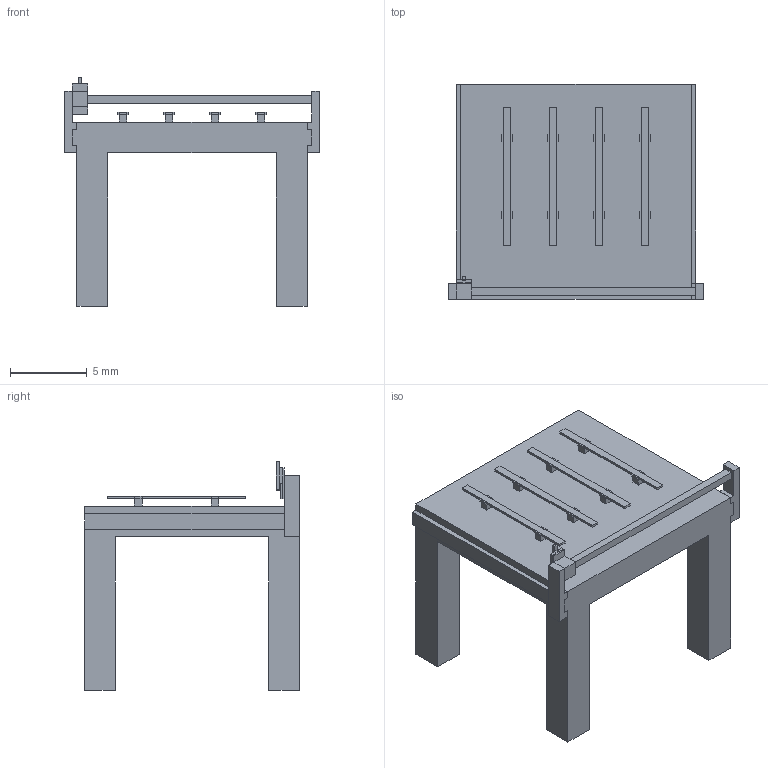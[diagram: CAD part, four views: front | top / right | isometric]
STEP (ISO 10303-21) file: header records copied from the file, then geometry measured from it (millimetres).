
FILE_DESCRIPTION(/* description */ (''),/* implementation_level */ '2;1');
FILE_NAME(/* name */ 'CNC_Pequeño v4.step',/* time_stamp */ '2022-06-26T09:49:56-05:00',/* author */ (''),/* organization */ (''),/* preprocessor_version */ 'ST-DEVELOPER v19',/* originating_system */ 'Autodesk Translation Framework v11.7.0.108',/* authorisation */ '');
FILE_SCHEMA (('AUTOMOTIVE_DESIGN { 1 0 10303 214 3 1 1 }'));
Length unit declared in the file: millimetre
Products named in the file (6): CNC_Pequeño; CNC_Eje_X (2); Mesa (3); CNC_Eje_Y (2); CNC_Eje_Z (2); Perfiles_Doblar
Assembly tree (5 placements, depth 2):
  CNC_Pequeño
    CNC_Eje_X (2)
    Mesa (3)
    CNC_Eje_Y (2)
    CNC_Eje_Z (2)
    Perfiles_Doblar
Bounding box: 16.6 x 14 x 14.9 mm (x, y, z)
Volume: 602 mm3; surface area: 1008.8 mm2
Topology: 24 solids, 24 shells, 251 faces, 575 edges, 382 vertices
Faces by surface type: plane 251
Entity records: 7120 total; most frequent: CARTESIAN_POINT 1220, ORIENTED_EDGE 1150, DIRECTION 1101, LINE 575, VECTOR 575, EDGE_CURVE 575, VERTEX_POINT 382, EDGE_LOOP 263
